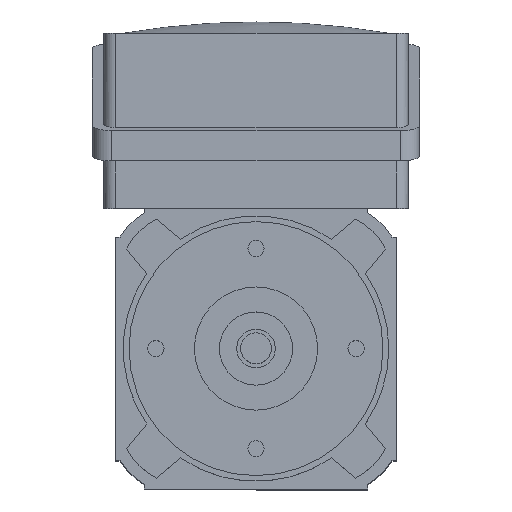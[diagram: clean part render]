
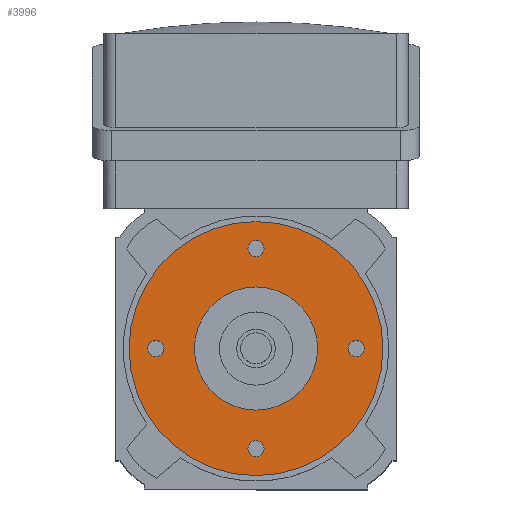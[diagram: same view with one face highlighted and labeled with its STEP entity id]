
A CAD part, top view. The second image highlights one B-rep face of the part: STEP entity #3996.
In plain terms, the highlighted planar face has unit normal (0, 0, 1).
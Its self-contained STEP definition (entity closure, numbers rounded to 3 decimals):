
#69 = FACE_BOUND ( 'NONE', #1002, .T. ) ;
#190 = CARTESIAN_POINT ( 'NONE',  ( -26., 0., 0. ) ) ;
#236 = CARTESIAN_POINT ( 'NONE',  ( -28.1, 0., 0. ) ) ;
#356 = DIRECTION ( 'NONE',  ( 0., 0., 1. ) ) ;
#372 = ORIENTED_EDGE ( 'NONE', *, *, #5355, .F. ) ;
#479 = FACE_BOUND ( 'NONE', #2419, .T. ) ;
#510 = PLANE ( 'NONE',  #4304 ) ;
#565 = CARTESIAN_POINT ( 'NONE',  ( 0., 26., 0. ) ) ;
#578 = VERTEX_POINT ( 'NONE', #1245 ) ;
#642 = DIRECTION ( 'NONE',  ( 0., 0., 1. ) ) ;
#680 = DIRECTION ( 'NONE',  ( 0., 0., 1. ) ) ;
#809 = CARTESIAN_POINT ( 'NONE',  ( 0., 0., 0. ) ) ;
#814 = DIRECTION ( 'NONE',  ( 0., 0., 1. ) ) ;
#867 = CIRCLE ( 'NONE', #1768, 2.1 ) ;
#888 = FACE_BOUND ( 'NONE', #4609, .T. ) ;
#889 = CARTESIAN_POINT ( 'NONE',  ( -33., 0., 0. ) ) ;
#988 = EDGE_CURVE ( 'NONE', #4367, #4520, #2101, .T. ) ;
#1002 = EDGE_LOOP ( 'NONE', ( #1884, #2483 ) ) ;
#1057 = EDGE_LOOP ( 'NONE', ( #4393, #2235 ) ) ;
#1085 = AXIS2_PLACEMENT_3D ( 'NONE', #565, #4424, #3568 ) ;
#1106 = CIRCLE ( 'NONE', #2013, 2.1 ) ;
#1133 = EDGE_CURVE ( 'NONE', #2851, #5279, #1106, .T. ) ;
#1175 = CARTESIAN_POINT ( 'NONE',  ( 0., 0., 0. ) ) ;
#1202 = VERTEX_POINT ( 'NONE', #4381 ) ;
#1245 = CARTESIAN_POINT ( 'NONE',  ( -2.1, 26., 0. ) ) ;
#1275 = CIRCLE ( 'NONE', #1085, 2.1 ) ;
#1372 = CIRCLE ( 'NONE', #2722, 2.1 ) ;
#1413 = CARTESIAN_POINT ( 'NONE',  ( 26., 0., 0. ) ) ;
#1456 = CIRCLE ( 'NONE', #5031, 16. ) ;
#1524 = DIRECTION ( 'NONE',  ( 1., 0., 0. ) ) ;
#1644 = DIRECTION ( 'NONE',  ( 1., 0., 0. ) ) ;
#1736 = CIRCLE ( 'NONE', #2716, 2.1 ) ;
#1737 = DIRECTION ( 'NONE',  ( 1., 0., 0. ) ) ;
#1764 = CARTESIAN_POINT ( 'NONE',  ( 0., 0., 0. ) ) ;
#1768 = AXIS2_PLACEMENT_3D ( 'NONE', #3607, #814, #3802 ) ;
#1807 = CARTESIAN_POINT ( 'NONE',  ( 33., 0., 0. ) ) ;
#1869 = ORIENTED_EDGE ( 'NONE', *, *, #4235, .F. ) ;
#1884 = ORIENTED_EDGE ( 'NONE', *, *, #4898, .F. ) ;
#1893 = VERTEX_POINT ( 'NONE', #889 ) ;
#1938 = CIRCLE ( 'NONE', #3439, 2.1 ) ;
#2013 = AXIS2_PLACEMENT_3D ( 'NONE', #1413, #5242, #5156 ) ;
#2042 = CARTESIAN_POINT ( 'NONE',  ( 0., 0., 0. ) ) ;
#2101 = CIRCLE ( 'NONE', #4778, 2.1 ) ;
#2182 = FACE_OUTER_BOUND ( 'NONE', #1057, .T. ) ;
#2235 = ORIENTED_EDGE ( 'NONE', *, *, #2627, .T. ) ;
#2244 = DIRECTION ( 'NONE',  ( 1., 0., 0. ) ) ;
#2350 = VERTEX_POINT ( 'NONE', #2759 ) ;
#2411 = DIRECTION ( 'NONE',  ( 1., 0., 0. ) ) ;
#2415 = DIRECTION ( 'NONE',  ( 0., 0., 1. ) ) ;
#2419 = EDGE_LOOP ( 'NONE', ( #3930, #3813 ) ) ;
#2427 = EDGE_CURVE ( 'NONE', #4123, #2803, #4869, .T. ) ;
#2432 = CIRCLE ( 'NONE', #4761, 33. ) ;
#2433 = DIRECTION ( 'NONE',  ( 1., 0., 0. ) ) ;
#2483 = ORIENTED_EDGE ( 'NONE', *, *, #2873, .F. ) ;
#2487 = DIRECTION ( 'NONE',  ( 0., 0., 1. ) ) ;
#2546 = FACE_BOUND ( 'NONE', #3266, .T. ) ;
#2600 = FACE_BOUND ( 'NONE', #3414, .T. ) ;
#2606 = ORIENTED_EDGE ( 'NONE', *, *, #2427, .F. ) ;
#2627 = EDGE_CURVE ( 'NONE', #1893, #4285, #2432, .T. ) ;
#2716 = AXIS2_PLACEMENT_3D ( 'NONE', #5506, #2941, #1737 ) ;
#2722 = AXIS2_PLACEMENT_3D ( 'NONE', #2798, #2487, #2998 ) ;
#2759 = CARTESIAN_POINT ( 'NONE',  ( -16., 0., 0. ) ) ;
#2796 = AXIS2_PLACEMENT_3D ( 'NONE', #190, #2415, #1524 ) ;
#2798 = CARTESIAN_POINT ( 'NONE',  ( 0., 26., 0. ) ) ;
#2803 = VERTEX_POINT ( 'NONE', #236 ) ;
#2848 = VERTEX_POINT ( 'NONE', #3677 ) ;
#2851 = VERTEX_POINT ( 'NONE', #4055 ) ;
#2873 = EDGE_CURVE ( 'NONE', #1202, #2350, #1456, .T. ) ;
#2941 = DIRECTION ( 'NONE',  ( 0., 0., 1. ) ) ;
#2998 = DIRECTION ( 'NONE',  ( 1., 0., 0. ) ) ;
#3196 = CARTESIAN_POINT ( 'NONE',  ( 23.9, 0., 0. ) ) ;
#3266 = EDGE_LOOP ( 'NONE', ( #2606, #4183 ) ) ;
#3301 = CARTESIAN_POINT ( 'NONE',  ( -26., 0., 0. ) ) ;
#3327 = DIRECTION ( 'NONE',  ( 0., 0., 1. ) ) ;
#3401 = EDGE_CURVE ( 'NONE', #5279, #2851, #1736, .T. ) ;
#3414 = EDGE_LOOP ( 'NONE', ( #372, #4826 ) ) ;
#3439 = AXIS2_PLACEMENT_3D ( 'NONE', #3301, #356, #5018 ) ;
#3459 = DIRECTION ( 'NONE',  ( 1., 0., 0. ) ) ;
#3516 = EDGE_CURVE ( 'NONE', #4285, #1893, #3594, .T. ) ;
#3568 = DIRECTION ( 'NONE',  ( 1., 0., 0. ) ) ;
#3579 = CARTESIAN_POINT ( 'NONE',  ( -2.1, -26., 0. ) ) ;
#3594 = CIRCLE ( 'NONE', #5216, 33. ) ;
#3607 = CARTESIAN_POINT ( 'NONE',  ( 0., -26., 0. ) ) ;
#3677 = CARTESIAN_POINT ( 'NONE',  ( 2.1, 26., 0. ) ) ;
#3734 = CARTESIAN_POINT ( 'NONE',  ( 0., -26., 0. ) ) ;
#3754 = ORIENTED_EDGE ( 'NONE', *, *, #4729, .F. ) ;
#3802 = DIRECTION ( 'NONE',  ( 1., 0., 0. ) ) ;
#3813 = ORIENTED_EDGE ( 'NONE', *, *, #3401, .F. ) ;
#3930 = ORIENTED_EDGE ( 'NONE', *, *, #1133, .F. ) ;
#3996 = ADVANCED_FACE ( 'NONE', ( #888, #2546, #2600, #479, #2182, #69 ), #510, .T. ) ;
#3997 = CARTESIAN_POINT ( 'NONE',  ( 0., 0., 0. ) ) ;
#4055 = CARTESIAN_POINT ( 'NONE',  ( 28.1, 0., 0. ) ) ;
#4123 = VERTEX_POINT ( 'NONE', #5333 ) ;
#4183 = ORIENTED_EDGE ( 'NONE', *, *, #5099, .F. ) ;
#4232 = CARTESIAN_POINT ( 'NONE',  ( 2.1, -26., 0. ) ) ;
#4235 = EDGE_CURVE ( 'NONE', #2848, #578, #1275, .T. ) ;
#4285 = VERTEX_POINT ( 'NONE', #1807 ) ;
#4304 = AXIS2_PLACEMENT_3D ( 'NONE', #1764, #4700, #3459 ) ;
#4367 = VERTEX_POINT ( 'NONE', #3579 ) ;
#4381 = CARTESIAN_POINT ( 'NONE',  ( 16., 0., 0. ) ) ;
#4393 = ORIENTED_EDGE ( 'NONE', *, *, #3516, .T. ) ;
#4424 = DIRECTION ( 'NONE',  ( 0., 0., 1. ) ) ;
#4520 = VERTEX_POINT ( 'NONE', #4232 ) ;
#4596 = DIRECTION ( 'NONE',  ( 1., 0., 0. ) ) ;
#4609 = EDGE_LOOP ( 'NONE', ( #1869, #3754 ) ) ;
#4700 = DIRECTION ( 'NONE',  ( 0., 0., 1. ) ) ;
#4729 = EDGE_CURVE ( 'NONE', #578, #2848, #1372, .T. ) ;
#4761 = AXIS2_PLACEMENT_3D ( 'NONE', #1175, #3327, #4596 ) ;
#4778 = AXIS2_PLACEMENT_3D ( 'NONE', #3734, #680, #2411 ) ;
#4785 = CIRCLE ( 'NONE', #5494, 16. ) ;
#4826 = ORIENTED_EDGE ( 'NONE', *, *, #988, .F. ) ;
#4869 = CIRCLE ( 'NONE', #2796, 2.1 ) ;
#4898 = EDGE_CURVE ( 'NONE', #2350, #1202, #4785, .T. ) ;
#5006 = DIRECTION ( 'NONE',  ( 0., 0., 1. ) ) ;
#5018 = DIRECTION ( 'NONE',  ( 1., 0., 0. ) ) ;
#5031 = AXIS2_PLACEMENT_3D ( 'NONE', #809, #5006, #2433 ) ;
#5099 = EDGE_CURVE ( 'NONE', #2803, #4123, #1938, .T. ) ;
#5108 = DIRECTION ( 'NONE',  ( 0., 0., 1. ) ) ;
#5156 = DIRECTION ( 'NONE',  ( 1., 0., 0. ) ) ;
#5216 = AXIS2_PLACEMENT_3D ( 'NONE', #2042, #5108, #1644 ) ;
#5242 = DIRECTION ( 'NONE',  ( 0., 0., 1. ) ) ;
#5279 = VERTEX_POINT ( 'NONE', #3196 ) ;
#5333 = CARTESIAN_POINT ( 'NONE',  ( -23.9, 0., 0. ) ) ;
#5355 = EDGE_CURVE ( 'NONE', #4520, #4367, #867, .T. ) ;
#5494 = AXIS2_PLACEMENT_3D ( 'NONE', #3997, #642, #2244 ) ;
#5506 = CARTESIAN_POINT ( 'NONE',  ( 26., 0., 0. ) ) ;
